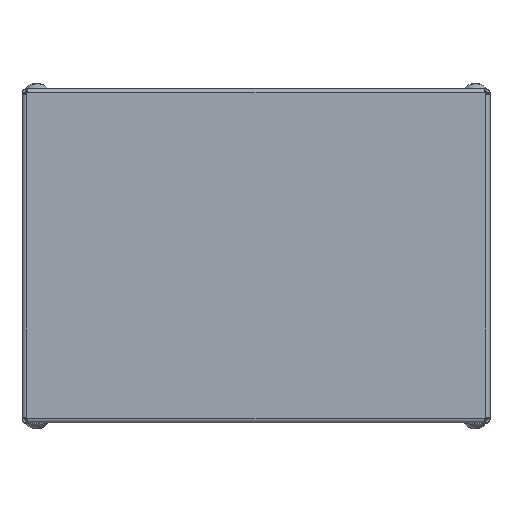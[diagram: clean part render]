
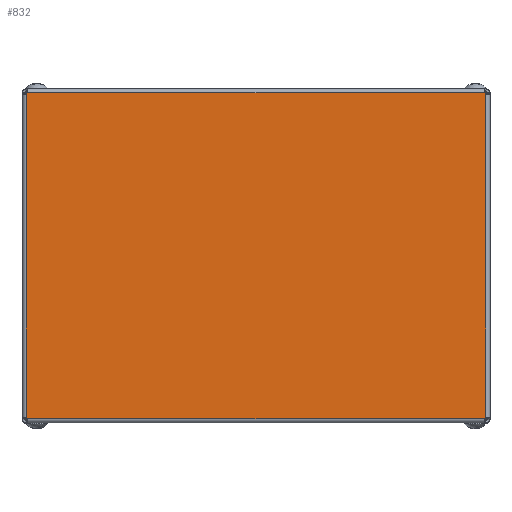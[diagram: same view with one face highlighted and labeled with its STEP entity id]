
A CAD part, top view. The second image highlights one B-rep face of the part: STEP entity #832.
In plain terms, the highlighted planar face has unit normal (0, 0, 1).
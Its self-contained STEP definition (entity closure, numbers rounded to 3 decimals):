
#757=CARTESIAN_POINT('',(-88.722,-63.322,0.0));
#758=DIRECTION('',(0.0,0.0,1.0));
#759=DIRECTION('',(1.0,0.0,0.0));
#760=AXIS2_PLACEMENT_3D('',#757,#758,#759);
#761=PLANE('',#760);
#762=CARTESIAN_POINT('',(86.9,61.798,0.));
#763=VERTEX_POINT('',#762);
#764=CARTESIAN_POINT('',(87.198,61.5,0.));
#765=VERTEX_POINT('',#764);
#766=CARTESIAN_POINT('',(87.935,62.535,0.0));
#767=DIRECTION('',(0.0,0.0,1.0));
#768=DIRECTION('',(0.0,-1.0,0.0));
#769=AXIS2_PLACEMENT_3D('',#766,#767,#768);
#770=CIRCLE('',#769,1.27);
#771=EDGE_CURVE('',#763,#765,#770,.T.);
#772=ORIENTED_EDGE('',*,*,#771,.F.);
#773=CARTESIAN_POINT('',(-86.9,61.798,0.));
#774=VERTEX_POINT('',#773);
#775=CARTESIAN_POINT('',(86.9,61.798,0.0));
#776=DIRECTION('',(-1.0,0.0,0.0));
#777=VECTOR('',#776,173.801);
#778=LINE('',#775,#777);
#779=EDGE_CURVE('',#763,#774,#778,.T.);
#780=ORIENTED_EDGE('',*,*,#779,.T.);
#781=CARTESIAN_POINT('',(-87.198,61.5,0.));
#782=VERTEX_POINT('',#781);
#783=CARTESIAN_POINT('',(-87.935,62.535,0.0));
#784=DIRECTION('',(0.0,0.0,1.0));
#785=DIRECTION('',(-1.0,0.0,0.0));
#786=AXIS2_PLACEMENT_3D('',#783,#784,#785);
#787=CIRCLE('',#786,1.27);
#788=EDGE_CURVE('',#782,#774,#787,.T.);
#789=ORIENTED_EDGE('',*,*,#788,.F.);
#790=CARTESIAN_POINT('',(-87.198,-61.5,0.));
#791=VERTEX_POINT('',#790);
#792=CARTESIAN_POINT('',(-87.198,61.5,0.0));
#793=DIRECTION('',(0.0,-1.0,0.0));
#794=VECTOR('',#793,123.);
#795=LINE('',#792,#794);
#796=EDGE_CURVE('',#782,#791,#795,.T.);
#797=ORIENTED_EDGE('',*,*,#796,.T.);
#798=CARTESIAN_POINT('',(-86.9,-61.798,0.));
#799=VERTEX_POINT('',#798);
#800=CARTESIAN_POINT('',(-87.935,-62.535,0.0));
#801=DIRECTION('',(0.0,0.0,1.0));
#802=DIRECTION('',(0.0,1.0,0.0));
#803=AXIS2_PLACEMENT_3D('',#800,#801,#802);
#804=CIRCLE('',#803,1.27);
#805=EDGE_CURVE('',#799,#791,#804,.T.);
#806=ORIENTED_EDGE('',*,*,#805,.F.);
#807=CARTESIAN_POINT('',(86.9,-61.798,0.));
#808=VERTEX_POINT('',#807);
#809=CARTESIAN_POINT('',(-86.9,-61.798,0.));
#810=DIRECTION('',(1.0,0.0,0.0));
#811=VECTOR('',#810,173.801);
#812=LINE('',#809,#811);
#813=EDGE_CURVE('',#799,#808,#812,.T.);
#814=ORIENTED_EDGE('',*,*,#813,.T.);
#815=CARTESIAN_POINT('',(87.198,-61.5,0.));
#816=VERTEX_POINT('',#815);
#817=CARTESIAN_POINT('',(87.935,-62.535,0.));
#818=DIRECTION('',(0.0,0.0,1.0));
#819=DIRECTION('',(1.0,0.0,0.0));
#820=AXIS2_PLACEMENT_3D('',#817,#818,#819);
#821=CIRCLE('',#820,1.27);
#822=EDGE_CURVE('',#816,#808,#821,.T.);
#823=ORIENTED_EDGE('',*,*,#822,.F.);
#824=CARTESIAN_POINT('',(87.198,-61.5,0.0));
#825=DIRECTION('',(0.0,1.0,0.0));
#826=VECTOR('',#825,123.);
#827=LINE('',#824,#826);
#828=EDGE_CURVE('',#816,#765,#827,.T.);
#829=ORIENTED_EDGE('',*,*,#828,.T.);
#830=EDGE_LOOP('',(#772,#780,#789,#797,#806,#814,#823,#829));
#831=FACE_OUTER_BOUND('',#830,.T.);
#832=ADVANCED_FACE('',(#831),#761,.T.);
